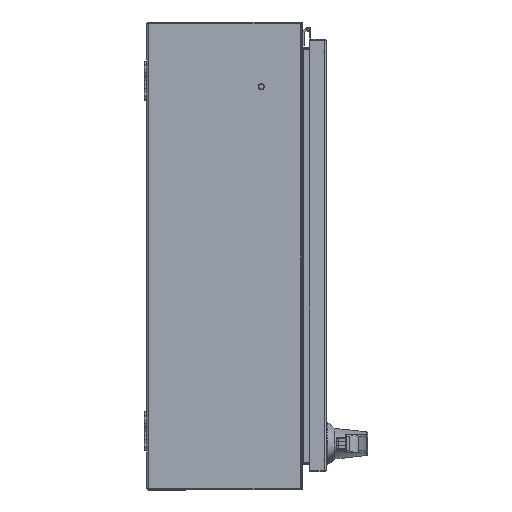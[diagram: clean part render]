
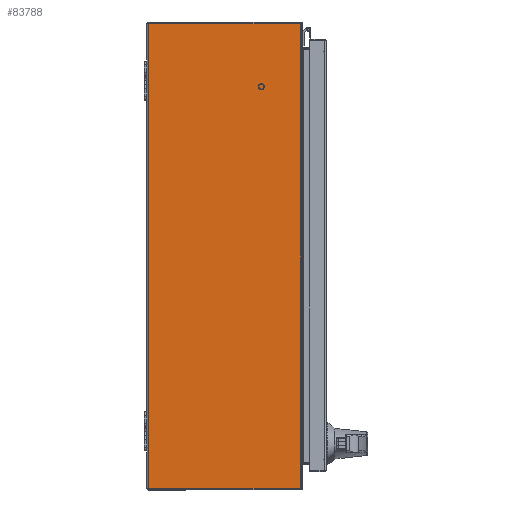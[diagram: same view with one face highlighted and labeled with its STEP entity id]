
A CAD part, front view. The second image highlights one B-rep face of the part: STEP entity #83788.
In plain terms, the highlighted face is planar.
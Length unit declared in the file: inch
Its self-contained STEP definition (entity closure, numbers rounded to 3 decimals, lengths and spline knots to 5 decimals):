
#6874 = ORIENTED_EDGE ( 'NONE', *, *, #73328, .T. ) ;
#7108 = ORIENTED_EDGE ( 'NONE', *, *, #104411, .F. ) ;
#8247 = CARTESIAN_POINT ( 'NONE',  ( 11.92214, -7.892, -18. ) ) ;
#9842 = DIRECTION ( 'NONE',  ( 1., 0., 0. ) ) ;
#14123 = DIRECTION ( 'NONE',  ( 1., 0., 0. ) ) ;
#15259 = ORIENTED_EDGE ( 'NONE', *, *, #53400, .F. ) ;
#17727 = AXIS2_PLACEMENT_3D ( 'NONE', #66973, #84708, #14123 ) ;
#17827 = DIRECTION ( 'NONE',  ( -1., 0., 0. ) ) ;
#20348 = VERTEX_POINT ( 'NONE', #45938 ) ;
#25475 = DIRECTION ( 'NONE',  ( -1., 0., 0. ) ) ;
#25655 = CARTESIAN_POINT ( 'NONE',  ( 11.92789, 39.37008, -18. ) ) ;
#26881 = CARTESIAN_POINT ( 'NONE',  ( -11.92789, -7.85858, -18. ) ) ;
#28855 = VERTEX_POINT ( 'NONE', #59340 ) ;
#30178 = VECTOR ( 'NONE', #54063, 39.37008 ) ;
#35323 = CARTESIAN_POINT ( 'NONE',  ( -83.406, 0., -18. ) ) ;
#36260 = AXIS2_PLACEMENT_3D ( 'NONE', #35323, #70829, #9842 ) ;
#45938 = CARTESIAN_POINT ( 'NONE',  ( 11.92789, -0.108, -18. ) ) ;
#50957 = DIRECTION ( 'NONE',  ( 0., 0., 1. ) ) ;
#51627 = CARTESIAN_POINT ( 'NONE',  ( -11.92789, -0.108, -18. ) ) ;
#51743 = CIRCLE ( 'NONE', #108374, 0.1 ) ;
#53400 = EDGE_CURVE ( 'NONE', #79800, #28855, #106211, .T. ) ;
#54063 = DIRECTION ( 'NONE',  ( 0., -1., 0. ) ) ;
#56294 = VERTEX_POINT ( 'NONE', #80029 ) ;
#59340 = CARTESIAN_POINT ( 'NONE',  ( 11.92789, -7.85858, -18. ) ) ;
#61484 = EDGE_CURVE ( 'NONE', #56294, #79800, #107622, .T. ) ;
#66768 = ORIENTED_EDGE ( 'NONE', *, *, #95296, .F. ) ;
#66973 = CARTESIAN_POINT ( 'NONE',  ( 11.82789, -7.85858, -18. ) ) ;
#69772 = FACE_OUTER_BOUND ( 'NONE', #104485, .T. ) ;
#70829 = DIRECTION ( 'NONE',  ( 0., 0., 1. ) ) ;
#73328 = EDGE_CURVE ( 'NONE', #20348, #28855, #99085, .T. ) ;
#73618 = CARTESIAN_POINT ( 'NONE',  ( -83.406, -7.892, -18. ) ) ;
#78900 = DIRECTION ( 'NONE',  ( 0., -1., 0. ) ) ;
#79800 = VERTEX_POINT ( 'NONE', #8247 ) ;
#80029 = CARTESIAN_POINT ( 'NONE',  ( -11.92214, -7.892, -18. ) ) ;
#81015 = CARTESIAN_POINT ( 'NONE',  ( -11.92789, 39.37008, -18. ) ) ;
#81063 = CARTESIAN_POINT ( 'NONE',  ( -83.406, -0.108, -18. ) ) ;
#83788 = ADVANCED_FACE ( 'NONE', ( #69772 ), #105200, .F. ) ;
#84708 = DIRECTION ( 'NONE',  ( 0., 0., 1. ) ) ;
#85418 = LINE ( 'NONE', #81015, #30178 ) ;
#90582 = DIRECTION ( 'NONE',  ( 1., 0., 0. ) ) ;
#91251 = ORIENTED_EDGE ( 'NONE', *, *, #61484, .F. ) ;
#92459 = VECTOR ( 'NONE', #17827, 39.37008 ) ;
#93242 = VERTEX_POINT ( 'NONE', #26881 ) ;
#93762 = VECTOR ( 'NONE', #90582, 39.37008 ) ;
#93892 = LINE ( 'NONE', #81063, #92459 ) ;
#94249 = EDGE_CURVE ( 'NONE', #20348, #97368, #93892, .T. ) ;
#95296 = EDGE_CURVE ( 'NONE', #97368, #93242, #85418, .T. ) ;
#95321 = CARTESIAN_POINT ( 'NONE',  ( -11.82789, -7.85858, -18. ) ) ;
#97368 = VERTEX_POINT ( 'NONE', #51627 ) ;
#99085 = LINE ( 'NONE', #25655, #114305 ) ;
#101121 = ORIENTED_EDGE ( 'NONE', *, *, #94249, .F. ) ;
#104411 = EDGE_CURVE ( 'NONE', #93242, #56294, #51743, .T. ) ;
#104485 = EDGE_LOOP ( 'NONE', ( #15259, #91251, #7108, #66768, #101121, #6874 ) ) ;
#105200 = PLANE ( 'NONE',  #36260 ) ;
#106211 = CIRCLE ( 'NONE', #17727, 0.1 ) ;
#107622 = LINE ( 'NONE', #73618, #93762 ) ;
#108374 = AXIS2_PLACEMENT_3D ( 'NONE', #95321, #50957, #25475 ) ;
#114305 = VECTOR ( 'NONE', #78900, 39.37008 ) ;
